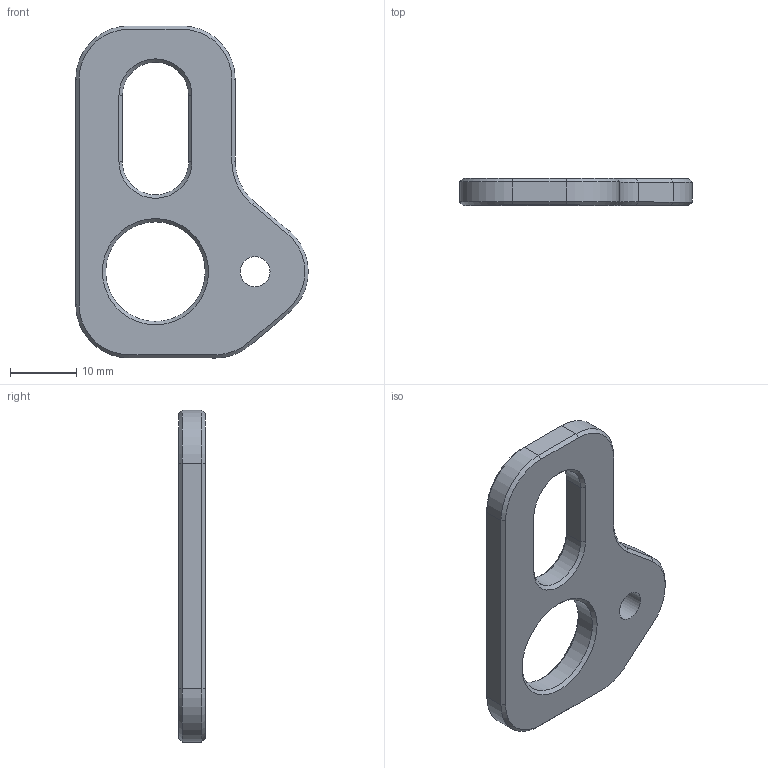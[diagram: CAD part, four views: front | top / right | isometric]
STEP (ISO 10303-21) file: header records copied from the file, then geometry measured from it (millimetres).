
FILE_DESCRIPTION(/* description */ (''),/* implementation_level */ '2;1');
FILE_NAME(/* name */ 'z-axis_limit_plate_x2.step',/* time_stamp */ '2021-03-13T19:09:34+07:00',/* author */ (''),/* organization */ (''),/* preprocessor_version */ 'ST-DEVELOPER v18.1',/* originating_system */ 'Autodesk Translation Framework v9.10.0.1330',/* authorisation */ '');
FILE_SCHEMA (('AUTOMOTIVE_DESIGN { 1 0 10303 214 3 1 1 }'));
Length unit declared in the file: millimetre
Products named in the file (1): Z-Axis Limit Plate
Bounding box: 35 x 4 x 50 mm (x, y, z)
Volume: 3812 mm3; surface area: 2829.8 mm2
Topology: 1 solids, 1 shells, 54 faces, 123 edges, 71 vertices
Faces by surface type: plane 26, cone 18, cylinder 10
Full cylindrical faces by diameter (mm): 4.5 x1, 15 x1
Entity records: 1534 total; most frequent: DIRECTION 272, CARTESIAN_POINT 249, ORIENTED_EDGE 246, EDGE_CURVE 123, AXIS2_PLACEMENT_3D 94, LINE 84, VECTOR 84, VERTEX_POINT 71
